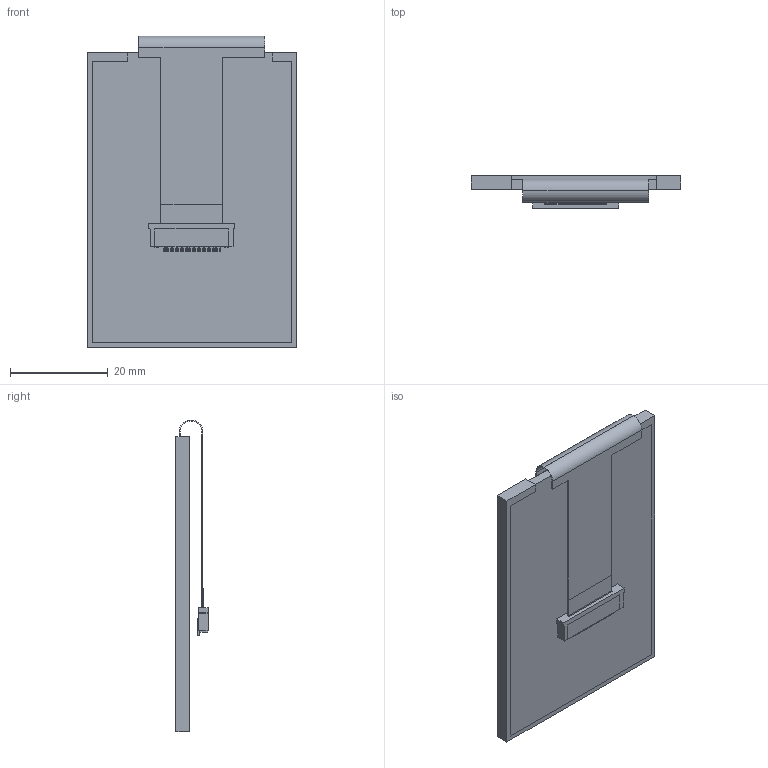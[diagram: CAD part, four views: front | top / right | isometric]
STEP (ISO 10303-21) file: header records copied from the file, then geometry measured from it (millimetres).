
FILE_DESCRIPTION (( 'STEP AP214' ), '1' );
FILE_NAME ('A1003.STEP', '2022-09-23T20:15:15', ( '' ), ( '' ), 'SwSTEP 2.0', 'SolidWorks 2021', '' );
FILE_SCHEMA (( 'AUTOMOTIVE_DESIGN' ));
Length unit declared in the file: millimetre
Products named in the file (3): 1025-001; 1024-001; A1003
Assembly tree (2 placements, depth 2):
  A1003
    1024-001
    1025-001
Bounding box: 42.72 x 6.6 x 63.66 mm (x, y, z)
Volume: 7109.7 mm3; surface area: 13128.2 mm2
Topology: 6 solids, 35 shells, 408 faces, 1018 edges, 680 vertices
Faces by surface type: plane 306, cylinder 102
Entity records: 12556 total; most frequent: CARTESIAN_POINT 2112, DIRECTION 2050, ORIENTED_EDGE 2028, EDGE_CURVE 1018, VECTOR 814, LINE 814, VERTEX_POINT 680, AXIS2_PLACEMENT_3D 618
